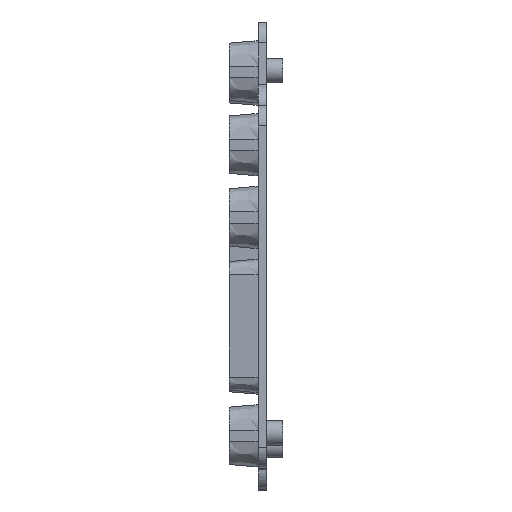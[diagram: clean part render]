
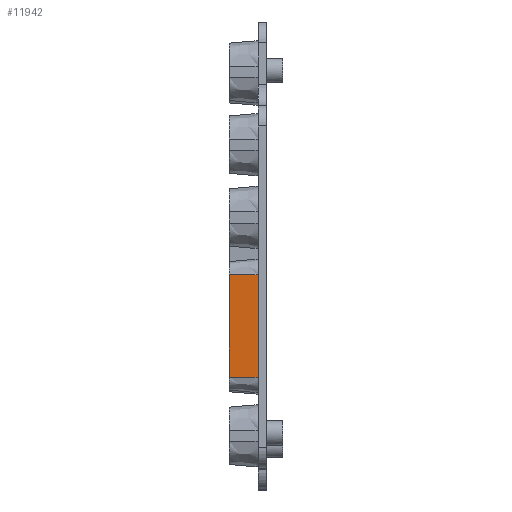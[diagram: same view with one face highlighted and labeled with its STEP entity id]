
A CAD part, left-side view. The second image highlights one B-rep face of the part: STEP entity #11942.
In plain terms, the highlighted planar face has unit normal (-0.996, 0.087, 0).
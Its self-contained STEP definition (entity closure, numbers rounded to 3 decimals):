
#521=PLANE('',#12564);
#1179=FACE_OUTER_BOUND('',#1910,.T.);
#1910=EDGE_LOOP('',(#10265,#10266,#10267,#10268));
#2761=LINE('',#22457,#3647);
#2762=LINE('',#22464,#3648);
#2763=LINE('',#22470,#3649);
#3647=VECTOR('',#14076,10.);
#3648=VECTOR('',#14079,10.);
#3649=VECTOR('',#14080,10.);
#4489=B_SPLINE_CURVE_WITH_KNOTS('',3,(#22466,#22467,#22468,#22469),
 .UNSPECIFIED.,.F.,.F.,(4,4),(0.,0.35),.UNSPECIFIED.);
#5584=VERTEX_POINT('',#22451);
#5585=VERTEX_POINT('',#22456);
#5586=VERTEX_POINT('',#22463);
#5587=VERTEX_POINT('',#22465);
#7193=EDGE_CURVE('',#5585,#5584,#2761,.T.);
#7195=EDGE_CURVE('',#5584,#5586,#2762,.T.);
#7196=EDGE_CURVE('',#5587,#5586,#4489,.T.);
#7197=EDGE_CURVE('',#5585,#5587,#2763,.T.);
#10265=ORIENTED_EDGE('',*,*,#7195,.T.);
#10266=ORIENTED_EDGE('',*,*,#7196,.F.);
#10267=ORIENTED_EDGE('',*,*,#7197,.F.);
#10268=ORIENTED_EDGE('',*,*,#7193,.T.);
#11942=ADVANCED_FACE('',(#1179),#521,.T.);
#12564=AXIS2_PLACEMENT_3D('',#22462,#14077,#14078);
#14076=DIRECTION('',(0.087,0.996,0.));
#14077=DIRECTION('center_axis',(-0.996,0.087,0.));
#14078=DIRECTION('ref_axis',(0.,0.,1.));
#14079=DIRECTION('',(0.,0.,-1.));
#14080=DIRECTION('',(0.,0.,-1.));
#22451=CARTESIAN_POINT('',(3.285,4.5,26.309));
#22456=CARTESIAN_POINT('',(2.979,1.,26.309));
#22457=CARTESIAN_POINT('',(2.979,1.,26.309));
#22462=CARTESIAN_POINT('Origin',(2.979,1.,26.309));
#22463=CARTESIAN_POINT('',(3.285,4.5,13.778));
#22464=CARTESIAN_POINT('',(3.285,4.5,26.309));
#22465=CARTESIAN_POINT('',(2.979,1.,13.778));
#22466=CARTESIAN_POINT('Ctrl Pts',(2.979,1.,13.778));
#22467=CARTESIAN_POINT('Ctrl Pts',(3.081,2.167,13.778));
#22468=CARTESIAN_POINT('Ctrl Pts',(3.183,3.333,13.778));
#22469=CARTESIAN_POINT('Ctrl Pts',(3.285,4.5,13.778));
#22470=CARTESIAN_POINT('',(2.979,1.,26.309));
